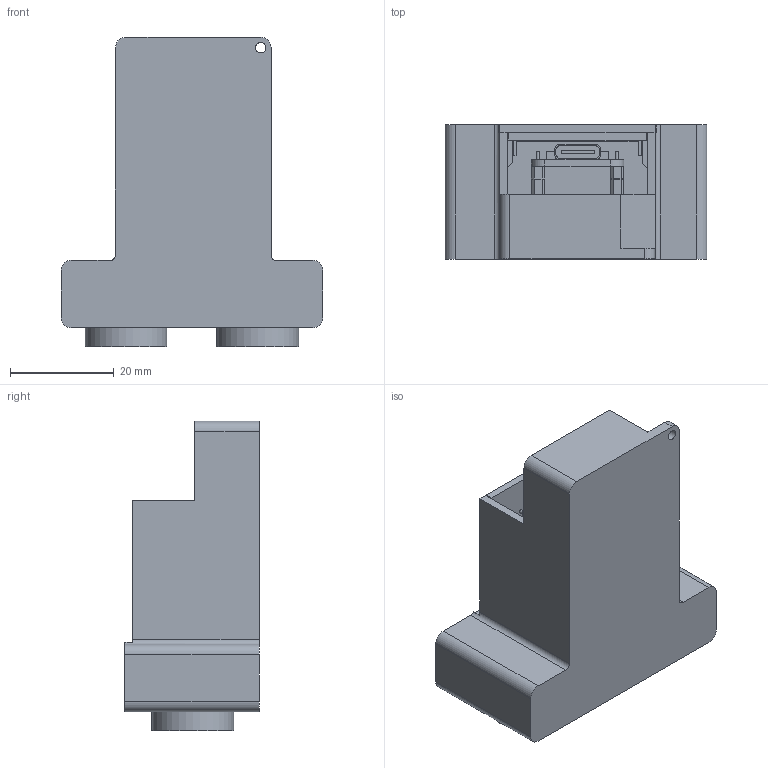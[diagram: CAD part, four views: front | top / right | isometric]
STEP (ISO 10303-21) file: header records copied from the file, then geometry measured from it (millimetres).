
FILE_DESCRIPTION(/* description */ (''),/* implementation_level */ '2;1');
FILE_NAME(/* name */ 'CASE_XIAO2040_v01.step',/* time_stamp */ '2024-01-11T07:55:17+09:00',/* author */ (''),/* organization */ (''),/* preprocessor_version */ 'ST-DEVELOPER v20',/* originating_system */ 'Autodesk Translation Framework v12.14.0.127',/* authorisation */ '');
FILE_SCHEMA (('AUTOMOTIVE_DESIGN { 1 0 10303 214 3 1 1 }'));
Length unit declared in the file: millimetre
Products named in the file (17): CASE_XIAO2040_2; PCB_XIAO; Vib_Motor; HC-SR04; Crystal; sp; PCB; con1x4; socket1x7; XIAO-PR2040; PR2040; SW; LED; Type-C; PCB_1; con1x7; socket1x4L
Assembly tree (20 placements, depth 4):
  CASE_XIAO2040_2
    PCB_XIAO
      Vib_Motor
      HC-SR04
        Crystal
        sp  x2
        PCB
        con1x4
      socket1x7  x2
      XIAO-PR2040
        PR2040
        SW  x2
        LED
        Type-C
        PCB_1
        con1x7  x2
      socket1x4L
Bounding box: 50.5 x 25.9 x 59.65 mm (x, y, z)
Volume: 20186.5 mm3; surface area: 24615.3 mm2
Topology: 22 solids, 22 shells, 644 faces, 1463 edges, 974 vertices
Faces by surface type: plane 483, cylinder 159, torus 2
Full cylindrical faces by diameter (mm): 0.7 x76, 1 x6, 1.2 x14, 1.4 x4, 1.5 x2, 2 x2, 5 x4, 11.4 x2, 15.8 x2
Entity records: 16969 total; most frequent: CARTESIAN_POINT 3165, DIRECTION 2733, ORIENTED_EDGE 2620, EDGE_CURVE 1310, LINE 1017, VECTOR 1017, VERTEX_POINT 872, AXIS2_PLACEMENT_3D 858
